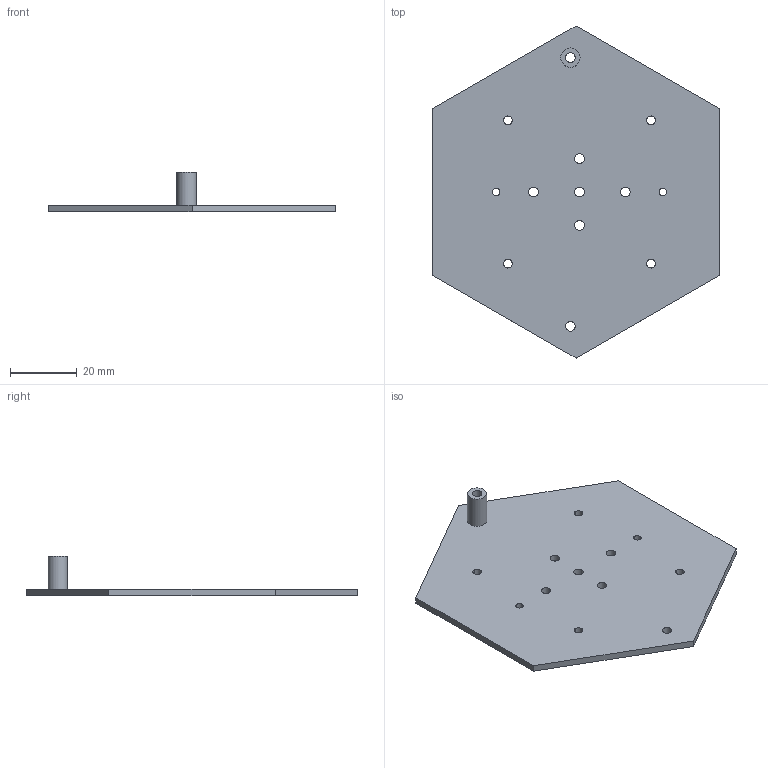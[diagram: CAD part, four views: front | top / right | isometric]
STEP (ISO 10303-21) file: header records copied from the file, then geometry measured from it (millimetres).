
FILE_DESCRIPTION(/* description */ ('STEP AP242','CAx-IF Rec.Pracs.---Representation and Presentation of Product Manufacturing Information (PMI)---4.0---2014-10-13','CAx-IF Rec.Pracs.---3D Tessellated Geometry---0.4---2014-09-14','2;1'),/* implementation_level */ '2;1');
FILE_NAME(/* name */ '68237d5363fc1e576f3c32d5',/* time_stamp */ '2025-05-13T17:11:48Z',/* author */ (''),/* organization */ (''),/* preprocessor_version */ 'ST-DEVELOPER v20',/* originating_system */ 'ONSHAPE BY PTC INC, 1.197',/* authorisation */ ' ');
FILE_SCHEMA (('AP242_MANAGED_MODEL_BASED_3D_ENGINEERING_MIM_LF { 1 0 10303 442 1 1 4 }'));
Length unit declared in the file: metre
Products named in the file (1): Part 1
Bounding box: 85.93 x 99.63 x 12 mm (x, y, z)
Volume: 12906.2 mm3; surface area: 13800.4 mm2
Topology: 1 solids, 1 shells, 33 faces, 93 edges, 63 vertices
Faces by surface type: cylinder 24, plane 9
Full cylindrical faces by diameter (mm): 2.89 x1, 2.898 x1, 2.9 x5, 5.8 x1
Entity records: 1096 total; most frequent: DIRECTION 196, CARTESIAN_POINT 174, ORIENTED_EDGE 162, EDGE_CURVE 81, AXIS2_PLACEMENT_3D 81, EDGE_LOOP 68, FACE_BOUND 68, VERTEX_POINT 59
